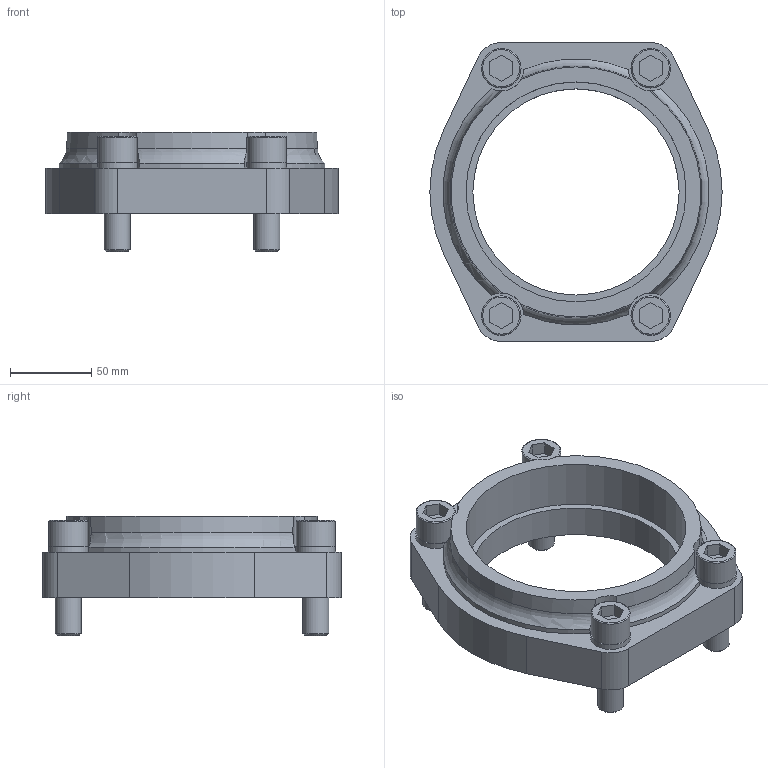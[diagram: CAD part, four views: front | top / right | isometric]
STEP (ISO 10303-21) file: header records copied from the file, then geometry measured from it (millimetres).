
FILE_DESCRIPTION(/* description */ ('STEP AP203'),/* implementation_level */ '2;1');
FILE_NAME(/* name */ 'SAE Threaded Flange AFE 127-3-01',/* time_stamp */ '2023-05-17T11:43:56+02:00',/* author */ ('License CC BY-ND 4.0'),/* organization */ ('CADENAS'),/* preprocessor_version */ 'ST-DEVELOPER v19.3',/* originating_system */ 'PARTsolutions',/* authorisation */ ' ');
FILE_SCHEMA (('CONFIG_CONTROL_DESIGN'));
Length unit declared in the file: millimetre
Products named in the file (1): SAE Gewindeflansch AFE 127-3-01
Bounding box: 180 x 184 x 73.5 mm (x, y, z)
Volume: 568267.1 mm3; surface area: 107327.1 mm2
Topology: 1 solids, 3 shells, 120 faces, 258 edges, 169 vertices
Faces by surface type: plane 61, cylinder 40, torus 11, cone 8
Full cylindrical faces by diameter (mm): 16 x4, 16.2 x4, 17 x4, 24 x4, 24.4 x4, 127 x1, 135.472 x1, 136.32 x2, 142.98 x2
Entity records: 3960 total; most frequent: CARTESIAN_POINT 569, DIRECTION 542, ORIENTED_EDGE 436, AXIS2_PLACEMENT_3D 219, EDGE_CURVE 218, EDGE_LOOP 188, FACE_BOUND 188, VERTEX_POINT 166
